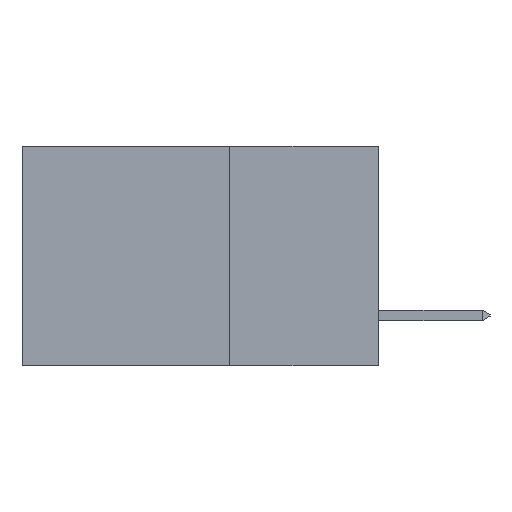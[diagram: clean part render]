
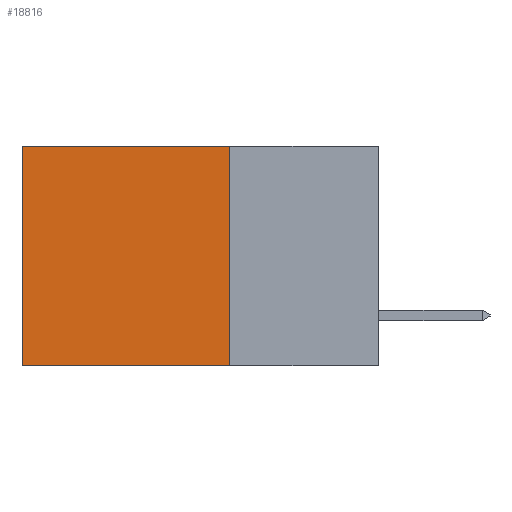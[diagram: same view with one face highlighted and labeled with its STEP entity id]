
A CAD part, left-side view. The second image highlights one B-rep face of the part: STEP entity #18816.
In plain terms, the highlighted planar face has unit normal (-1, 0, 0).
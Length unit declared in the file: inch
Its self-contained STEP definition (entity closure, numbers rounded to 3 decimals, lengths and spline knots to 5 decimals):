
#723 = CARTESIAN_POINT ( 'NONE',  ( 0.298, 0.25, 0. ) ) ;
#919 = LINE ( 'NONE', #22628, #14350 ) ;
#926 = LINE ( 'NONE', #12999, #5260 ) ;
#1324 = DIRECTION ( 'NONE',  ( 0., 0., -1. ) ) ;
#1454 = EDGE_CURVE ( 'NONE', #7303, #7107, #10796, .T. ) ;
#2806 = DIRECTION ( 'NONE',  ( 0., 1., 0. ) ) ;
#3497 = DIRECTION ( 'NONE',  ( 0., 1., 0. ) ) ;
#3767 = VERTEX_POINT ( 'NONE', #4798 ) ;
#4243 = ORIENTED_EDGE ( 'NONE', *, *, #16158, .T. ) ;
#4353 = CARTESIAN_POINT ( 'NONE',  ( 0.298, 0.25, 0. ) ) ;
#4798 = CARTESIAN_POINT ( 'NONE',  ( 0.298, 0.6, -0.37 ) ) ;
#5260 = VECTOR ( 'NONE', #3497, 39.37008 ) ;
#7033 = VECTOR ( 'NONE', #2806, 39.37008 ) ;
#7107 = VERTEX_POINT ( 'NONE', #14647 ) ;
#7303 = VERTEX_POINT ( 'NONE', #4353 ) ;
#7732 = EDGE_CURVE ( 'NONE', #14789, #3767, #926, .T. ) ;
#9186 = FACE_OUTER_BOUND ( 'NONE', #17489, .T. ) ;
#9519 = DIRECTION ( 'NONE',  ( 0., 0., -1. ) ) ;
#9966 = EDGE_CURVE ( 'NONE', #7303, #14789, #16185, .T. ) ;
#10796 = LINE ( 'NONE', #723, #7033 ) ;
#11431 = VECTOR ( 'NONE', #9519, 39.37008 ) ;
#12296 = DIRECTION ( 'NONE',  ( 1., 0., 0. ) ) ;
#12999 = CARTESIAN_POINT ( 'NONE',  ( 0.298, 0.25, -0.37 ) ) ;
#14350 = VECTOR ( 'NONE', #19186, 39.37008 ) ;
#14647 = CARTESIAN_POINT ( 'NONE',  ( 0.298, 0.6, 0. ) ) ;
#14789 = VERTEX_POINT ( 'NONE', #22141 ) ;
#16158 = EDGE_CURVE ( 'NONE', #7107, #3767, #919, .T. ) ;
#16185 = LINE ( 'NONE', #18428, #11431 ) ;
#17489 = EDGE_LOOP ( 'NONE', ( #4243, #20808, #21081, #23251 ) ) ;
#17617 = PLANE ( 'NONE',  #23304 ) ;
#18428 = CARTESIAN_POINT ( 'NONE',  ( 0.298, 0.25, 0. ) ) ;
#18816 = ADVANCED_FACE ( 'NONE', ( #9186 ), #17617, .F. ) ;
#19186 = DIRECTION ( 'NONE',  ( 0., 0., -1. ) ) ;
#20808 = ORIENTED_EDGE ( 'NONE', *, *, #7732, .F. ) ;
#21081 = ORIENTED_EDGE ( 'NONE', *, *, #9966, .F. ) ;
#22141 = CARTESIAN_POINT ( 'NONE',  ( 0.298, 0.25, -0.37 ) ) ;
#22628 = CARTESIAN_POINT ( 'NONE',  ( 0.298, 0.6, 0. ) ) ;
#22856 = CARTESIAN_POINT ( 'NONE',  ( 0.298, 0.25, 0. ) ) ;
#23251 = ORIENTED_EDGE ( 'NONE', *, *, #1454, .T. ) ;
#23304 = AXIS2_PLACEMENT_3D ( 'NONE', #22856, #12296, #1324 ) ;
